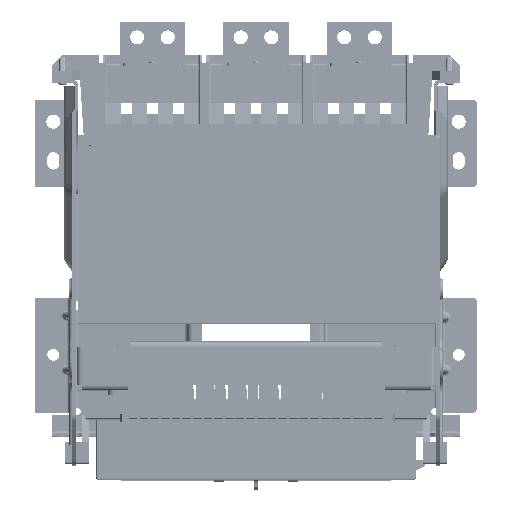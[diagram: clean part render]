
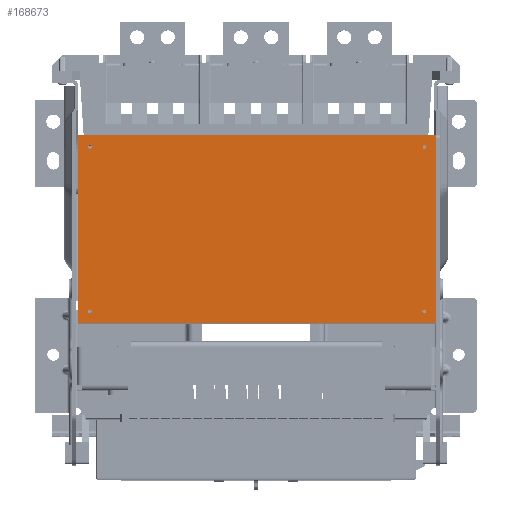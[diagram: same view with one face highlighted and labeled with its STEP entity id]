
A CAD part, top view. The second image highlights one B-rep face of the part: STEP entity #168673.
In plain terms, the highlighted planar face has unit normal (0, 0, 1).
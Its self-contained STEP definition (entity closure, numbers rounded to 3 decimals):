
#26670=DIRECTION('',(1.,0.,0.));
#26671=VECTOR('',#26670,329.);
#26672=CARTESIAN_POINT('',(-163.5,103.006,433.011));
#26673=LINE('',#26672,#26671);
#27002=DIRECTION('',(0.,1.,0.));
#27003=VECTOR('',#27002,172.994);
#27004=CARTESIAN_POINT('',(165.5,103.006,433.011));
#27005=LINE('',#27004,#27003);
#27043=DIRECTION('',(0.,1.,0.));
#27044=VECTOR('',#27043,172.995);
#27045=CARTESIAN_POINT('',(-163.5,103.006,433.011));
#27046=LINE('',#27045,#27044);
#27047=DIRECTION('',(1.,0.,0.));
#27048=VECTOR('',#27047,329.);
#27049=CARTESIAN_POINT('',(-163.5,276.,432.943));
#27050=LINE('',#27049,#27048);
#27051=CARTESIAN_POINT('',(154.5,114.006,433.007));
#27052=DIRECTION('',(0.,0.,1.));
#27053=DIRECTION('',(1.,0.,0.));
#27054=AXIS2_PLACEMENT_3D('',#27051,#27052,#27053);
#27056=CARTESIAN_POINT('',(154.5,114.006,433.007));
#27057=DIRECTION('',(0.,0.,1.));
#27058=DIRECTION('',(-1.,0.,0.));
#27059=AXIS2_PLACEMENT_3D('',#27056,#27057,#27058);
#27061=CARTESIAN_POINT('',(154.5,265.006,432.948));
#27062=DIRECTION('',(0.,0.,1.));
#27063=DIRECTION('',(1.,0.,0.));
#27064=AXIS2_PLACEMENT_3D('',#27061,#27062,#27063);
#27066=CARTESIAN_POINT('',(154.5,265.006,432.948));
#27067=DIRECTION('',(0.,0.,1.));
#27068=DIRECTION('',(-1.,0.,0.));
#27069=AXIS2_PLACEMENT_3D('',#27066,#27067,#27068);
#27071=CARTESIAN_POINT('',(-152.5,265.006,432.948));
#27072=DIRECTION('',(0.,0.,1.));
#27073=DIRECTION('',(1.,0.,0.));
#27074=AXIS2_PLACEMENT_3D('',#27071,#27072,#27073);
#27076=CARTESIAN_POINT('',(-152.5,265.006,432.948));
#27077=DIRECTION('',(0.,0.,1.));
#27078=DIRECTION('',(-1.,0.,0.));
#27079=AXIS2_PLACEMENT_3D('',#27076,#27077,#27078);
#27081=CARTESIAN_POINT('',(-152.5,114.006,433.007));
#27082=DIRECTION('',(0.,0.,1.));
#27083=DIRECTION('',(1.,0.,0.));
#27084=AXIS2_PLACEMENT_3D('',#27081,#27082,#27083);
#27086=CARTESIAN_POINT('',(-152.5,114.006,433.007));
#27087=DIRECTION('',(0.,0.,1.));
#27088=DIRECTION('',(-1.,0.,0.));
#27089=AXIS2_PLACEMENT_3D('',#27086,#27087,#27088);
#113838=CARTESIAN_POINT('',(-163.5,103.006,433.011));
#113839=VERTEX_POINT('',#113838);
#113840=CARTESIAN_POINT('',(165.5,103.006,433.011));
#113841=VERTEX_POINT('',#113840);
#113884=CARTESIAN_POINT('',(165.5,276.,432.943));
#113885=VERTEX_POINT('',#113884);
#113886=CARTESIAN_POINT('',(-163.5,276.,432.943));
#113887=VERTEX_POINT('',#113886);
#113978=CARTESIAN_POINT('',(156.25,114.006,433.007));
#113979=CARTESIAN_POINT('',(152.75,114.006,433.007));
#113980=VERTEX_POINT('',#113978);
#113981=VERTEX_POINT('',#113979);
#113982=CARTESIAN_POINT('',(156.25,265.006,432.948));
#113983=CARTESIAN_POINT('',(152.75,265.006,432.948));
#113984=VERTEX_POINT('',#113982);
#113985=VERTEX_POINT('',#113983);
#113986=CARTESIAN_POINT('',(-150.75,265.006,432.948));
#113987=CARTESIAN_POINT('',(-154.25,265.006,432.948));
#113988=VERTEX_POINT('',#113986);
#113989=VERTEX_POINT('',#113987);
#113990=CARTESIAN_POINT('',(-150.75,114.006,433.007));
#113991=CARTESIAN_POINT('',(-154.25,114.006,433.007));
#113992=VERTEX_POINT('',#113990);
#113993=VERTEX_POINT('',#113991);
#168637=CARTESIAN_POINT('',(1.,189.504,432.977));
#168638=DIRECTION('',(0.,0.,1.));
#168639=DIRECTION('',(1.,0.,0.));
#168640=AXIS2_PLACEMENT_3D('',#168637,#168638,#168639);
#168641=PLANE('',#168640);
#168643=ORIENTED_EDGE('',*,*,#168642,.T.);
#168644=ORIENTED_EDGE('',*,*,#168398,.T.);
#168645=ORIENTED_EDGE('',*,*,#168539,.F.);
#168646=ORIENTED_EDGE('',*,*,#168226,.F.);
#168647=EDGE_LOOP('',(#168643,#168644,#168645,#168646));
#168648=FACE_OUTER_BOUND('',#168647,.F.);
#168650=ORIENTED_EDGE('',*,*,#168649,.T.);
#168652=ORIENTED_EDGE('',*,*,#168651,.T.);
#168653=EDGE_LOOP('',(#168650,#168652));
#168654=FACE_BOUND('',#168653,.F.);
#168656=ORIENTED_EDGE('',*,*,#168655,.T.);
#168658=ORIENTED_EDGE('',*,*,#168657,.T.);
#168659=EDGE_LOOP('',(#168656,#168658));
#168660=FACE_BOUND('',#168659,.F.);
#168662=ORIENTED_EDGE('',*,*,#168661,.T.);
#168664=ORIENTED_EDGE('',*,*,#168663,.T.);
#168665=EDGE_LOOP('',(#168662,#168664));
#168666=FACE_BOUND('',#168665,.F.);
#168668=ORIENTED_EDGE('',*,*,#168667,.T.);
#168670=ORIENTED_EDGE('',*,*,#168669,.T.);
#168671=EDGE_LOOP('',(#168668,#168670));
#168672=FACE_BOUND('',#168671,.F.);
#168673=ADVANCED_FACE('',(#168648,#168654,#168660,#168666,#168672),#168641,.T.);
#27055=CIRCLE('',#27054,1.75);
#27060=CIRCLE('',#27059,1.75);
#27065=CIRCLE('',#27064,1.75);
#27070=CIRCLE('',#27069,1.75);
#27075=CIRCLE('',#27074,1.75);
#27080=CIRCLE('',#27079,1.75);
#27085=CIRCLE('',#27084,1.75);
#27090=CIRCLE('',#27089,1.75);
#168226=EDGE_CURVE('',#113839,#113841,#26673,.T.);
#168398=EDGE_CURVE('',#113887,#113885,#27050,.T.);
#168539=EDGE_CURVE('',#113841,#113885,#27005,.T.);
#168642=EDGE_CURVE('',#113839,#113887,#27046,.T.);
#168649=EDGE_CURVE('',#113980,#113981,#27055,.T.);
#168651=EDGE_CURVE('',#113981,#113980,#27060,.T.);
#168655=EDGE_CURVE('',#113984,#113985,#27065,.T.);
#168657=EDGE_CURVE('',#113985,#113984,#27070,.T.);
#168661=EDGE_CURVE('',#113988,#113989,#27075,.T.);
#168663=EDGE_CURVE('',#113989,#113988,#27080,.T.);
#168667=EDGE_CURVE('',#113992,#113993,#27085,.T.);
#168669=EDGE_CURVE('',#113993,#113992,#27090,.T.);
